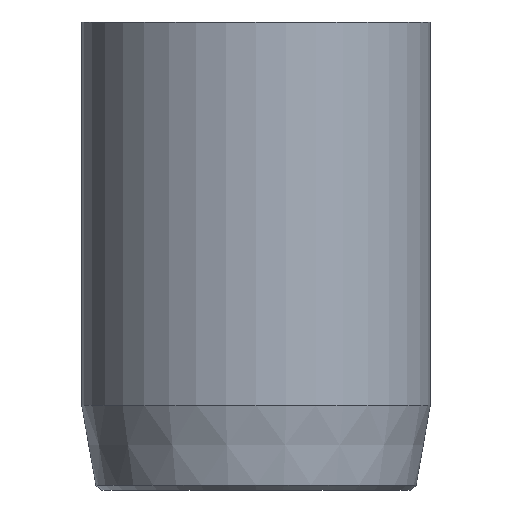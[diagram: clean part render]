
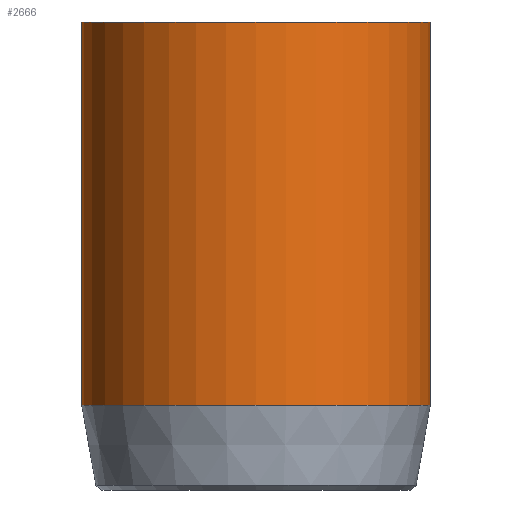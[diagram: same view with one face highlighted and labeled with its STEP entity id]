
A CAD part, front view. The second image highlights one B-rep face of the part: STEP entity #2666.
In plain terms, the highlighted cylindrical face has radius 1.75 mm (diameter 3.5 mm), a full revolution.
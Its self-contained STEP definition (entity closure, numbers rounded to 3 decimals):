
#338=CYLINDRICAL_SURFACE('',#2826,1.75);
#431=FACE_OUTER_BOUND('',#581,.T.);
#581=EDGE_LOOP('',(#2190,#2191,#2192,#2193,#2194));
#781=LINE('',#4501,#996);
#996=VECTOR('',#3104,1.75);
#1087=CIRCLE('',#2824,1.75);
#1088=CIRCLE('',#2825,1.75);
#1089=CIRCLE('',#2827,1.75);
#1268=VERTEX_POINT('',#4493);
#1269=VERTEX_POINT('',#4494);
#1270=VERTEX_POINT('',#4499);
#1617=EDGE_CURVE('',#1268,#1269,#1087,.T.);
#1618=EDGE_CURVE('',#1269,#1268,#1088,.T.);
#1620=EDGE_CURVE('',#1270,#1270,#1089,.T.);
#1621=EDGE_CURVE('',#1270,#1268,#781,.T.);
#2190=ORIENTED_EDGE('',*,*,#1620,.T.);
#2191=ORIENTED_EDGE('',*,*,#1621,.T.);
#2192=ORIENTED_EDGE('',*,*,#1617,.T.);
#2193=ORIENTED_EDGE('',*,*,#1618,.T.);
#2194=ORIENTED_EDGE('',*,*,#1621,.F.);
#2666=ADVANCED_FACE('',(#431),#338,.T.);
#2824=AXIS2_PLACEMENT_3D('',#4495,#3095,#3096);
#2825=AXIS2_PLACEMENT_3D('',#4496,#3097,#3098);
#2826=AXIS2_PLACEMENT_3D('',#4498,#3100,#3101);
#2827=AXIS2_PLACEMENT_3D('',#4500,#3102,#3103);
#3095=DIRECTION('center_axis',(0.,0.,1.));
#3096=DIRECTION('ref_axis',(-1.,0.,0.));
#3097=DIRECTION('center_axis',(0.,0.,1.));
#3098=DIRECTION('ref_axis',(-1.,0.,0.));
#3100=DIRECTION('center_axis',(0.,0.,1.));
#3101=DIRECTION('ref_axis',(-1.,0.,0.));
#3102=DIRECTION('center_axis',(0.,0.,-1.));
#3103=DIRECTION('ref_axis',(-1.,0.,0.));
#3104=DIRECTION('',(0.,0.,-1.));
#4493=CARTESIAN_POINT('',(1.75,0.,0.851));
#4494=CARTESIAN_POINT('',(-1.75,0.,0.851));
#4495=CARTESIAN_POINT('Origin',(0.,0.,0.851));
#4496=CARTESIAN_POINT('Origin',(0.,0.,0.851));
#4498=CARTESIAN_POINT('Origin',(0.,0.,0.));
#4499=CARTESIAN_POINT('',(1.75,0.,4.7));
#4500=CARTESIAN_POINT('Origin',(0.,0.,4.7));
#4501=CARTESIAN_POINT('',(1.75,0.,0.));
